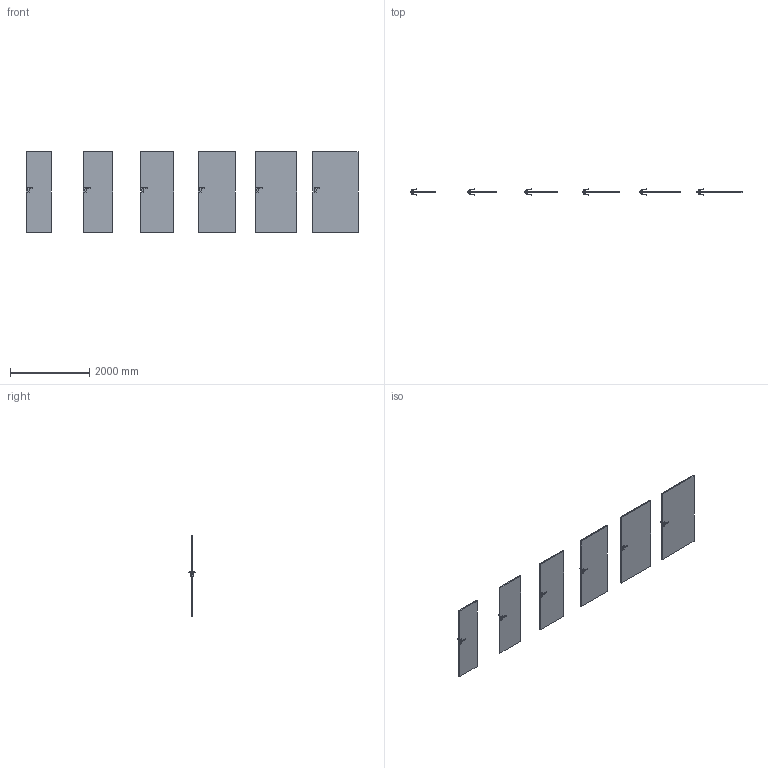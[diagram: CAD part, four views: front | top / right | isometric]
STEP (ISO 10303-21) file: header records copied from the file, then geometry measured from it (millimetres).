
FILE_DESCRIPTION(/* description */ (''),/* implementation_level */ '2;1');
FILE_NAME(/* name */ '049673_B_2-Skrzydło DESIRE model 1_ polska norma _PN__ odwrotna przylga..stp',/* time_stamp */ '2024-02-16T12:15:05+01:00',/* author */ (''),/* organization */ (''),/* preprocessor_version */ 'ST-DEVELOPER v16',/* originating_system */ 'SIEMENS PLM Software NX 11.0',/* authorisation */ '');
FILE_SCHEMA (('AUTOMOTIVE_DESIGN { 1 0 10303 214 3 1 1 1 }'));
Length unit declared in the file: millimetre
Products named in the file (1): bkni4C70E1ECxvt3
Bounding box: 8389 x 153.27 x 2027 mm (x, y, z)
Volume: 421986000.3 mm3; surface area: 23340775.2 mm2
Topology: 30 solids, 30 shells, 1068 faces, 2496 edges, 1368 vertices
Faces by surface type: plane 444, cylinder 264, bspline 192, sphere 168
Entity records: 35704 total; most frequent: CARTESIAN_POINT 13189, ORIENTED_EDGE 4656, DIRECTION 4442, EDGE_CURVE 2328, AXIS2_PLACEMENT_3D 1597, VERTEX_POINT 1368, LINE 1248, VECTOR 1248
